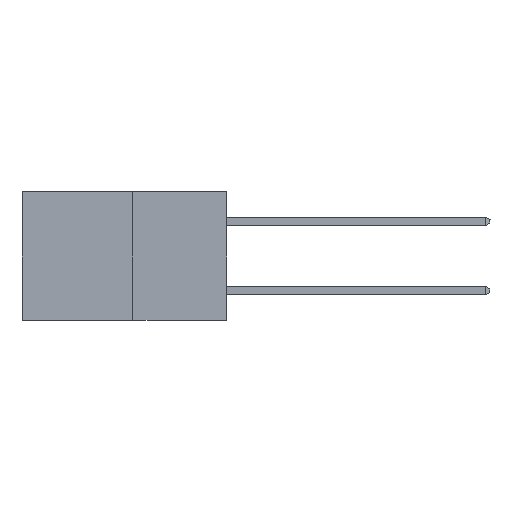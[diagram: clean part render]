
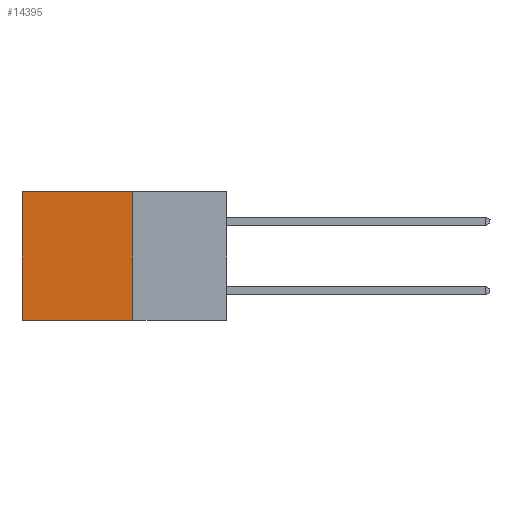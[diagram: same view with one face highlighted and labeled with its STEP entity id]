
A CAD part, left-side view. The second image highlights one B-rep face of the part: STEP entity #14395.
In plain terms, the highlighted planar face has unit normal (-1, 0, 0).
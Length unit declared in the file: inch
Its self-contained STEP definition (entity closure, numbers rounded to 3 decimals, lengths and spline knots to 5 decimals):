
#382 = DIRECTION ( 'NONE',  ( 0., 1., 0. ) ) ;
#557 = DIRECTION ( 'NONE',  ( 0., 0., -1. ) ) ;
#871 = EDGE_CURVE ( 'NONE', #30563, #5903, #27325, .T. ) ;
#1550 = EDGE_LOOP ( 'NONE', ( #3451, #29353, #2855, #5141 ) ) ;
#2855 = ORIENTED_EDGE ( 'NONE', *, *, #14813, .F. ) ;
#3451 = ORIENTED_EDGE ( 'NONE', *, *, #19313, .T. ) ;
#3939 = AXIS2_PLACEMENT_3D ( 'NONE', #26865, #12595, #29225 ) ;
#5141 = ORIENTED_EDGE ( 'NONE', *, *, #22059, .T. ) ;
#5903 = VERTEX_POINT ( 'NONE', #10531 ) ;
#7609 = LINE ( 'NONE', #21221, #27375 ) ;
#7949 = CARTESIAN_POINT ( 'NONE',  ( 0.277, 0.27, -0.37 ) ) ;
#9511 = DIRECTION ( 'NONE',  ( 0., 1., 0. ) ) ;
#10322 = CARTESIAN_POINT ( 'NONE',  ( 0.277, 0.27, -0.37 ) ) ;
#10338 = CARTESIAN_POINT ( 'NONE',  ( 0.277, 0.27, 0. ) ) ;
#10517 = VECTOR ( 'NONE', #382, 39.37008 ) ;
#10531 = CARTESIAN_POINT ( 'NONE',  ( 0.277, 0.59, -0.37 ) ) ;
#11757 = LINE ( 'NONE', #29339, #23685 ) ;
#12595 = DIRECTION ( 'NONE',  ( 1., 0., 0. ) ) ;
#12613 = CARTESIAN_POINT ( 'NONE',  ( 0.277, 0.59, 0. ) ) ;
#14395 = ADVANCED_FACE ( 'NONE', ( #18881 ), #19719, .F. ) ;
#14813 = EDGE_CURVE ( 'NONE', #25370, #30563, #7609, .T. ) ;
#17361 = CARTESIAN_POINT ( 'NONE',  ( 0.277, 0.27, 0. ) ) ;
#17913 = VERTEX_POINT ( 'NONE', #12613 ) ;
#18881 = FACE_OUTER_BOUND ( 'NONE', #1550, .T. ) ;
#19313 = EDGE_CURVE ( 'NONE', #17913, #5903, #11757, .T. ) ;
#19719 = PLANE ( 'NONE',  #3939 ) ;
#21221 = CARTESIAN_POINT ( 'NONE',  ( 0.277, 0.27, -0.37 ) ) ;
#22059 = EDGE_CURVE ( 'NONE', #25370, #17913, #28761, .T. ) ;
#23685 = VECTOR ( 'NONE', #557, 39.37008 ) ;
#25370 = VERTEX_POINT ( 'NONE', #10338 ) ;
#25847 = VECTOR ( 'NONE', #9511, 39.37008 ) ;
#26865 = CARTESIAN_POINT ( 'NONE',  ( 0.277, 0.27, -0.37 ) ) ;
#27325 = LINE ( 'NONE', #7949, #25847 ) ;
#27375 = VECTOR ( 'NONE', #30741, 39.37008 ) ;
#28761 = LINE ( 'NONE', #17361, #10517 ) ;
#29225 = DIRECTION ( 'NONE',  ( 0., 0., -1. ) ) ;
#29339 = CARTESIAN_POINT ( 'NONE',  ( 0.277, 0.59, -0.37 ) ) ;
#29353 = ORIENTED_EDGE ( 'NONE', *, *, #871, .F. ) ;
#30563 = VERTEX_POINT ( 'NONE', #10322 ) ;
#30741 = DIRECTION ( 'NONE',  ( 0., 0., -1. ) ) ;
